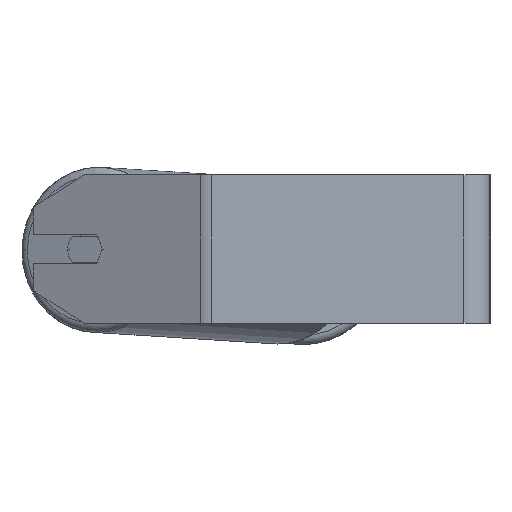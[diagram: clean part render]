
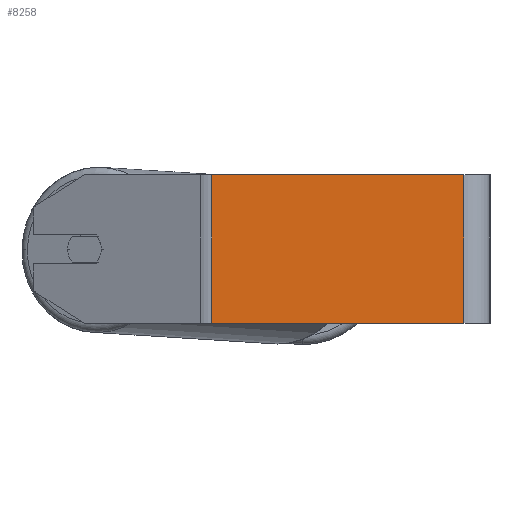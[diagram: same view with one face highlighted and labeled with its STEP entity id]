
A CAD part, left-side view. The second image highlights one B-rep face of the part: STEP entity #8258.
In plain terms, the highlighted planar face has unit normal (-1, 0, 0).
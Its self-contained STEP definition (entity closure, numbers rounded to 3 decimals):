
#61 = EDGE_CURVE ( 'NONE', #5915, #1999, #6428, .T. ) ;
#274 = DIRECTION ( 'NONE',  ( 0., -1., 0. ) ) ;
#400 = LINE ( 'NONE', #1689, #7444 ) ;
#551 = AXIS2_PLACEMENT_3D ( 'NONE', #5364, #8181, #4833 ) ;
#644 = ORIENTED_EDGE ( 'NONE', *, *, #1823, .F. ) ;
#659 = EDGE_CURVE ( 'NONE', #2529, #1460, #3340, .T. ) ;
#852 = EDGE_CURVE ( 'NONE', #1460, #1999, #400, .T. ) ;
#1178 = VECTOR ( 'NONE', #6301, 1000. ) ;
#1460 = VERTEX_POINT ( 'NONE', #3318 ) ;
#1689 = CARTESIAN_POINT ( 'NONE',  ( -415., 152.825, -40. ) ) ;
#1708 = DIRECTION ( 'NONE',  ( 0., -1., 0. ) ) ;
#1823 = EDGE_CURVE ( 'NONE', #2529, #5915, #8487, .T. ) ;
#1999 = VERTEX_POINT ( 'NONE', #4984 ) ;
#2326 = VECTOR ( 'NONE', #3830, 1000. ) ;
#2517 = CARTESIAN_POINT ( 'NONE',  ( -415., 149.721, 40. ) ) ;
#2529 = VERTEX_POINT ( 'NONE', #2517 ) ;
#2563 = CARTESIAN_POINT ( 'NONE',  ( -415., 14., 40. ) ) ;
#2829 = FACE_OUTER_BOUND ( 'NONE', #7992, .T. ) ;
#3207 = ORIENTED_EDGE ( 'NONE', *, *, #61, .F. ) ;
#3318 = CARTESIAN_POINT ( 'NONE',  ( -415., 149.721, -40. ) ) ;
#3340 = LINE ( 'NONE', #6678, #2326 ) ;
#3830 = DIRECTION ( 'NONE',  ( 0., 0., -1. ) ) ;
#4334 = VECTOR ( 'NONE', #1708, 1000. ) ;
#4833 = DIRECTION ( 'NONE',  ( 0., 0., -1. ) ) ;
#4984 = CARTESIAN_POINT ( 'NONE',  ( -415., 14., -40. ) ) ;
#5364 = CARTESIAN_POINT ( 'NONE',  ( -415., 152.825, 40. ) ) ;
#5635 = CARTESIAN_POINT ( 'NONE',  ( -415., 14., 40. ) ) ;
#5856 = ORIENTED_EDGE ( 'NONE', *, *, #659, .T. ) ;
#5915 = VERTEX_POINT ( 'NONE', #2563 ) ;
#6301 = DIRECTION ( 'NONE',  ( 0., 0., -1. ) ) ;
#6428 = LINE ( 'NONE', #5635, #1178 ) ;
#6678 = CARTESIAN_POINT ( 'NONE',  ( -415., 149.721, 40. ) ) ;
#7444 = VECTOR ( 'NONE', #274, 1000. ) ;
#7449 = PLANE ( 'NONE',  #551 ) ;
#7782 = CARTESIAN_POINT ( 'NONE',  ( -415., 152.825, 40. ) ) ;
#7843 = ORIENTED_EDGE ( 'NONE', *, *, #852, .T. ) ;
#7992 = EDGE_LOOP ( 'NONE', ( #7843, #3207, #644, #5856 ) ) ;
#8181 = DIRECTION ( 'NONE',  ( 1., 0., 0. ) ) ;
#8258 = ADVANCED_FACE ( 'NONE', ( #2829 ), #7449, .F. ) ;
#8487 = LINE ( 'NONE', #7782, #4334 ) ;
